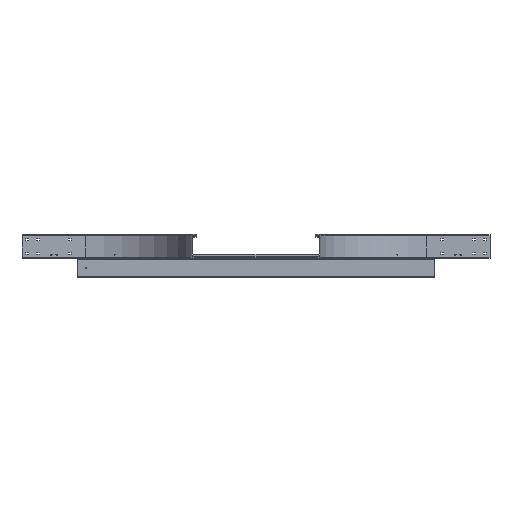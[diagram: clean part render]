
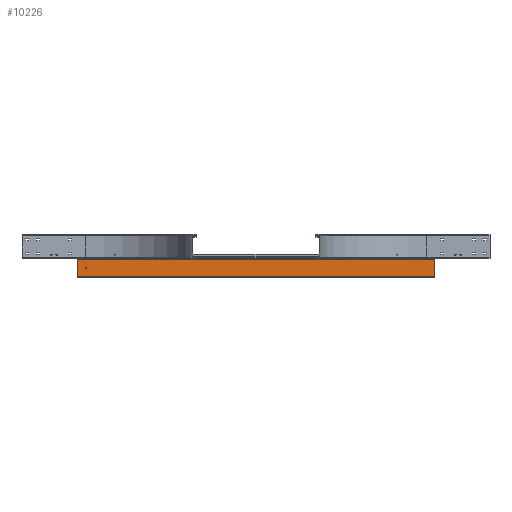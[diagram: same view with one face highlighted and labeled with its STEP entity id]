
A CAD part, top view. The second image highlights one B-rep face of the part: STEP entity #10226.
In plain terms, the highlighted face is planar.
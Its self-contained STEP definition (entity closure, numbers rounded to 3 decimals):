
#9754=DIRECTION('',(0.,0.,-1.));
#9755=VECTOR('',#9754,81.);
#9756=CARTESIAN_POINT('',(1680.,0.,40.5));
#9757=LINE('',#9756,#9755);
#9758=CARTESIAN_POINT('',(40.,0.,0.));
#9759=DIRECTION('',(0.,-1.,0.));
#9760=DIRECTION('',(0.,0.,-1.));
#9761=AXIS2_PLACEMENT_3D('',#9758,#9759,#9760);
#9763=CARTESIAN_POINT('',(40.,0.,0.));
#9764=DIRECTION('',(0.,-1.,0.));
#9765=DIRECTION('',(0.,0.,1.));
#9766=AXIS2_PLACEMENT_3D('',#9763,#9764,#9765);
#9807=DIRECTION('',(0.,0.,-1.));
#9808=VECTOR('',#9807,81.);
#9809=CARTESIAN_POINT('',(0.,0.,40.5));
#9810=LINE('',#9809,#9808);
#9836=DIRECTION('',(-1.,0.,0.));
#9837=VECTOR('',#9836,1680.);
#9838=CARTESIAN_POINT('',(1680.,0.,40.5));
#9839=LINE('',#9838,#9837);
#9868=DIRECTION('',(1.,0.,0.));
#9869=VECTOR('',#9868,1680.);
#9870=CARTESIAN_POINT('',(0.,0.,-40.5));
#9871=LINE('',#9870,#9869);
#10153=CARTESIAN_POINT('',(40.,0.,-3.));
#10154=VERTEX_POINT('',#10153);
#10155=CARTESIAN_POINT('',(40.,0.,3.));
#10156=VERTEX_POINT('',#10155);
#10193=CARTESIAN_POINT('',(0.,0.,-40.5));
#10194=VERTEX_POINT('',#10193);
#10195=CARTESIAN_POINT('',(1680.,0.,-40.5));
#10196=VERTEX_POINT('',#10195);
#10197=CARTESIAN_POINT('',(0.,0.,40.5));
#10198=VERTEX_POINT('',#10197);
#10199=CARTESIAN_POINT('',(1680.,0.,40.5));
#10200=VERTEX_POINT('',#10199);
#10205=CARTESIAN_POINT('',(1680.,0.,-40.5));
#10206=DIRECTION('',(0.,-1.,0.));
#10207=DIRECTION('',(0.,0.,-1.));
#10208=AXIS2_PLACEMENT_3D('',#10205,#10206,#10207);
#10209=PLANE('',#10208);
#10211=ORIENTED_EDGE('',*,*,#10210,.T.);
#10213=ORIENTED_EDGE('',*,*,#10212,.T.);
#10215=ORIENTED_EDGE('',*,*,#10214,.F.);
#10217=ORIENTED_EDGE('',*,*,#10216,.T.);
#10218=EDGE_LOOP('',(#10211,#10213,#10215,#10217));
#10219=FACE_OUTER_BOUND('',#10218,.F.);
#10221=ORIENTED_EDGE('',*,*,#10220,.F.);
#10223=ORIENTED_EDGE('',*,*,#10222,.F.);
#10224=EDGE_LOOP('',(#10221,#10223));
#10225=FACE_BOUND('',#10224,.F.);
#10226=ADVANCED_FACE('',(#10219,#10225),#10209,.F.);
#9762=CIRCLE('',#9761,3.);
#9767=CIRCLE('',#9766,3.);
#10210=EDGE_CURVE('',#10198,#10194,#9810,.T.);
#10212=EDGE_CURVE('',#10194,#10196,#9871,.T.);
#10214=EDGE_CURVE('',#10200,#10196,#9757,.T.);
#10216=EDGE_CURVE('',#10200,#10198,#9839,.T.);
#10220=EDGE_CURVE('',#10154,#10156,#9762,.T.);
#10222=EDGE_CURVE('',#10156,#10154,#9767,.T.);
